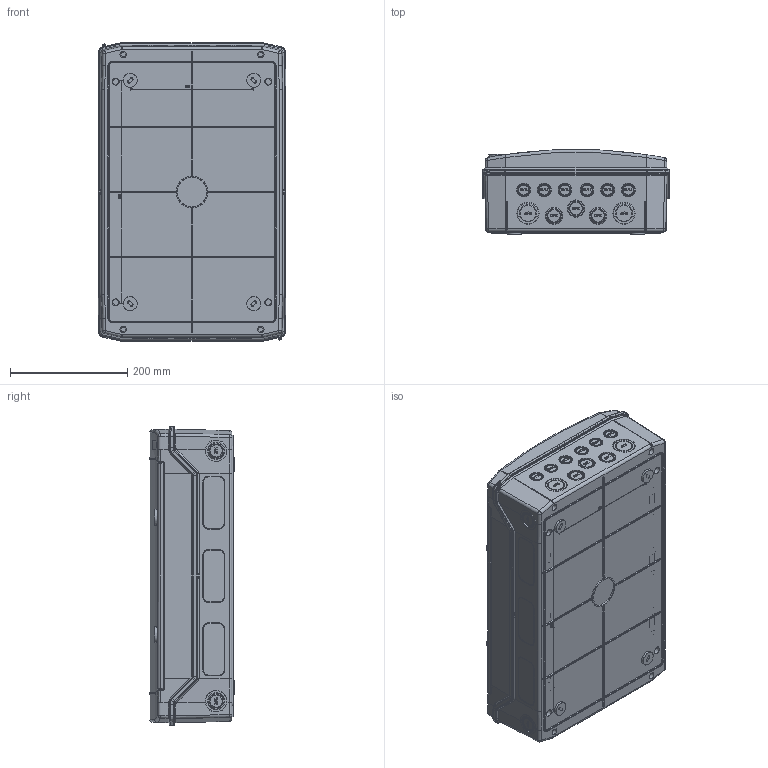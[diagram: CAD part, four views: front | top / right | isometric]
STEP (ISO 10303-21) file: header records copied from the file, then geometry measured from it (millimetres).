
FILE_DESCRIPTION (( 'STEP AP203' ), '1' );
FILE_NAME ('Izgled N36-D.STEP', '2020-05-08T21:35:26', ( '' ), ( '' ), 'SwSTEP 2.0', 'SolidWorks 2019', '' );
FILE_SCHEMA (( 'CONFIG_CONTROL_DESIGN' ));
Products named in the file (9): Draft SINA + OSIGURACI (lock); Vrata N36-D; Maska N36-D; Izgled N36-D; Dno N36-D; limena sina (lock); Draft Nosac sine (lock)
Assembly tree (15 placements, depth 3):
  Izgled N36-D
    Dno N36-D
    Maska N36-D
    Vrata N36-D
    Draft SINA + OSIGURACI (lock)
      limena sina (lock)
      Draft Nosac sine (lock)  x2
    Draft SINA + OSIGURACI (lock)
      limena sina (lock)
      Draft Nosac sine (lock)  x2
    Draft SINA + OSIGURACI (lock)
      limena sina (lock)
      Draft Nosac sine (lock)  x2
Bounding box: 318.55 x 143.95 x 508.5 mm (x, y, z)
Volume: 1610106.8 mm3; surface area: 1670505.5 mm2
Topology: 12 solids, 12 shells, 4736 faces, 12283 edges, 7883 vertices
Faces by surface type: plane 2895, bspline 824, cylinder 576, cone 363, torus 46, sphere 32
Entity records: 163083 total; most frequent: CARTESIAN_POINT 71268, ORIENTED_EDGE 20484, DIRECTION 15248, EDGE_CURVE 10242, VERTEX_POINT 6669, VECTOR 6442, LINE 6442, EDGE_LOOP 4689
